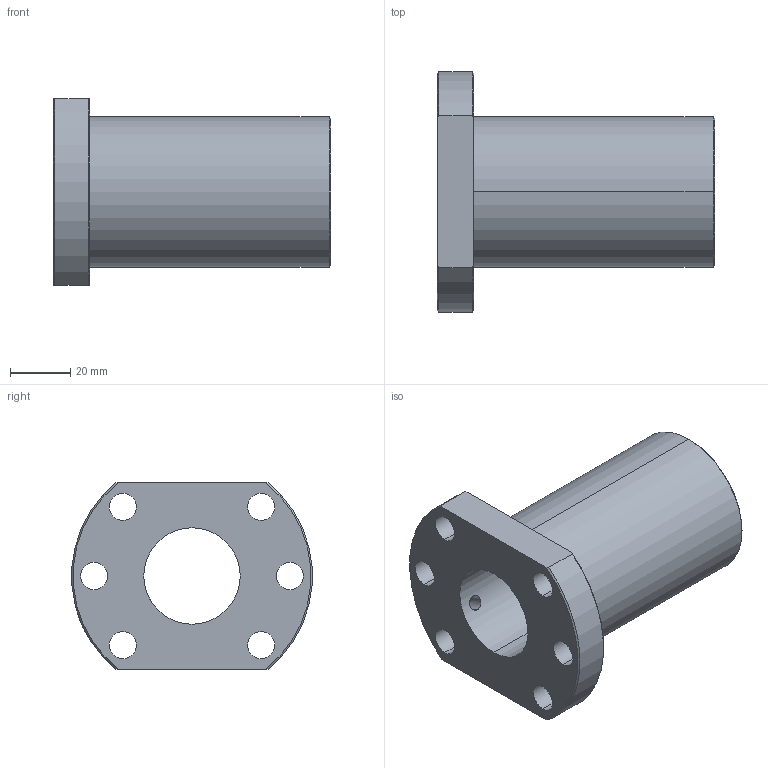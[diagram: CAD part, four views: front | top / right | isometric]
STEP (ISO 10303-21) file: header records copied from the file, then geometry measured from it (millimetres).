
FILE_DESCRIPTION (( 'STEP AP214' ), '1' );
FILE_NAME ('FDCR 3205.step', '2020-09-08T13:43:22', ( '' ), ( '' ), 'SwSTEP 2.0', 'SolidWorks 2020', '' );
FILE_SCHEMA (( 'AUTOMOTIVE_DESIGN' ));
Length unit declared in the file: millimetre
Products named in the file (1): FDCR 3205
Bounding box: 92 x 79.74 x 62 mm (x, y, z)
Volume: 130838.6 mm3; surface area: 33412.1 mm2
Topology: 1 solids, 1 shells, 31 faces, 82 edges, 54 vertices
Faces by surface type: cylinder 20, cone 6, plane 5
Entity records: 1194 total; most frequent: CARTESIAN_POINT 316, DIRECTION 176, ORIENTED_EDGE 164, EDGE_CURVE 82, AXIS2_PLACEMENT_3D 74, VERTEX_POINT 54, EDGE_LOOP 48, CIRCLE 42
